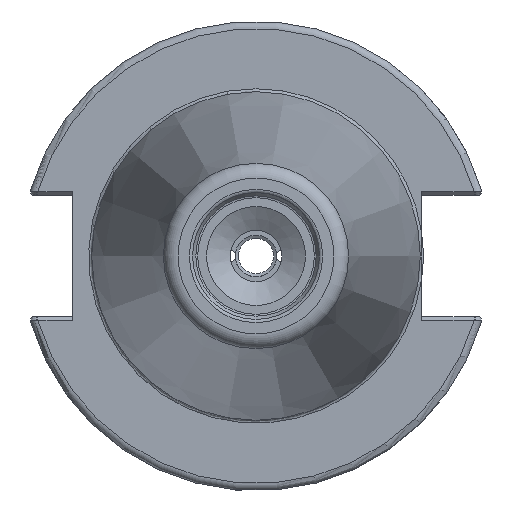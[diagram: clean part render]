
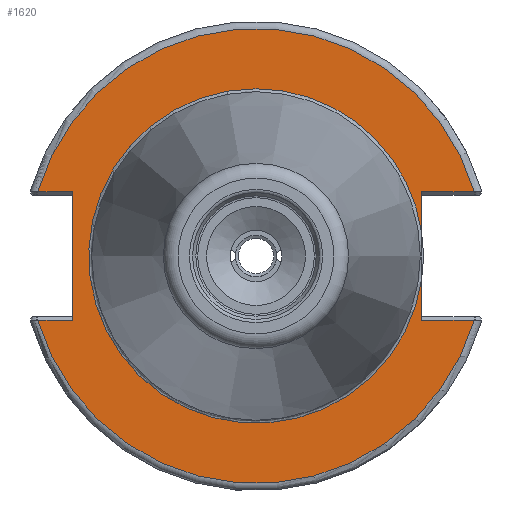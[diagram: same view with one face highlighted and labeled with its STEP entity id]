
A CAD part, left-side view. The second image highlights one B-rep face of the part: STEP entity #1620.
In plain terms, the highlighted planar face has unit normal (-1, 0, 0).
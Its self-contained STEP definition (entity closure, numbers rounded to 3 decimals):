
#74=PLANE('',#1762);
#127=LINE('',#2462,#237);
#134=LINE('',#2584,#244);
#135=LINE('',#2588,#245);
#136=LINE('',#2590,#246);
#137=LINE('',#2592,#247);
#138=LINE('',#2596,#248);
#139=LINE('',#2598,#249);
#237=VECTOR('',#2002,10.);
#244=VECTOR('',#2013,10.);
#245=VECTOR('',#2016,10.);
#246=VECTOR('',#2017,10.);
#247=VECTOR('',#2018,10.);
#248=VECTOR('',#2021,10.);
#249=VECTOR('',#2022,10.);
#363=FACE_OUTER_BOUND('',#462,.T.);
#462=EDGE_LOOP('',(#1213,#1214,#1215,#1216,#1217,#1218,#1219,#1220,#1221,
#1222,#1223));
#572=CIRCLE('',#1763,30.775);
#573=CIRCLE('',#1764,30.775);
#574=CIRCLE('',#1765,22.625);
#575=CIRCLE('',#1766,22.625);
#710=VERTEX_POINT('',#2459);
#711=VERTEX_POINT('',#2461);
#719=VERTEX_POINT('',#2583);
#720=VERTEX_POINT('',#2585);
#721=VERTEX_POINT('',#2587);
#722=VERTEX_POINT('',#2589);
#723=VERTEX_POINT('',#2591);
#724=VERTEX_POINT('',#2593);
#725=VERTEX_POINT('',#2595);
#726=VERTEX_POINT('',#2597);
#727=VERTEX_POINT('',#2599);
#890=EDGE_CURVE('',#710,#711,#127,.T.);
#902=EDGE_CURVE('',#719,#711,#134,.T.);
#903=EDGE_CURVE('',#720,#710,#572,.T.);
#904=EDGE_CURVE('',#721,#720,#135,.T.);
#905=EDGE_CURVE('',#721,#722,#136,.T.);
#906=EDGE_CURVE('',#723,#722,#137,.T.);
#907=EDGE_CURVE('',#724,#723,#573,.T.);
#908=EDGE_CURVE('',#725,#724,#138,.T.);
#909=EDGE_CURVE('',#725,#726,#139,.T.);
#910=EDGE_CURVE('',#726,#727,#574,.T.);
#911=EDGE_CURVE('',#727,#719,#575,.T.);
#1213=ORIENTED_EDGE('',*,*,#902,.T.);
#1214=ORIENTED_EDGE('',*,*,#890,.F.);
#1215=ORIENTED_EDGE('',*,*,#903,.F.);
#1216=ORIENTED_EDGE('',*,*,#904,.F.);
#1217=ORIENTED_EDGE('',*,*,#905,.T.);
#1218=ORIENTED_EDGE('',*,*,#906,.F.);
#1219=ORIENTED_EDGE('',*,*,#907,.F.);
#1220=ORIENTED_EDGE('',*,*,#908,.F.);
#1221=ORIENTED_EDGE('',*,*,#909,.T.);
#1222=ORIENTED_EDGE('',*,*,#910,.T.);
#1223=ORIENTED_EDGE('',*,*,#911,.T.);
#1620=ADVANCED_FACE('',(#363),#74,.T.);
#1762=AXIS2_PLACEMENT_3D('',#2582,#2011,#2012);
#1763=AXIS2_PLACEMENT_3D('',#2586,#2014,#2015);
#1764=AXIS2_PLACEMENT_3D('',#2594,#2019,#2020);
#1765=AXIS2_PLACEMENT_3D('',#2600,#2023,#2024);
#1766=AXIS2_PLACEMENT_3D('',#2601,#2025,#2026);
#2002=DIRECTION('',(0.,1.,0.));
#2011=DIRECTION('center_axis',(-1.,0.,0.));
#2012=DIRECTION('ref_axis',(0.,0.,1.));
#2013=DIRECTION('',(0.,0.,1.));
#2014=DIRECTION('center_axis',(1.,0.,0.));
#2015=DIRECTION('ref_axis',(0.,0.,-1.));
#2016=DIRECTION('',(0.,1.,0.));
#2017=DIRECTION('',(0.,0.,-1.));
#2018=DIRECTION('',(0.,-1.,0.));
#2019=DIRECTION('center_axis',(1.,0.,0.));
#2020=DIRECTION('ref_axis',(0.,0.,-1.));
#2021=DIRECTION('',(0.,-1.,0.));
#2022=DIRECTION('',(0.,0.,1.));
#2023=DIRECTION('center_axis',(1.,0.,0.));
#2024=DIRECTION('ref_axis',(0.,0.,-1.));
#2025=DIRECTION('center_axis',(1.,0.,0.));
#2026=DIRECTION('ref_axis',(0.,0.,-1.));
#2459=CARTESIAN_POINT('',(1.,-29.523,8.69));
#2461=CARTESIAN_POINT('',(1.,-22.41,8.69));
#2462=CARTESIAN_POINT('',(1.,4.182,8.69));
#2582=CARTESIAN_POINT('Origin',(1.,30.775,0.));
#2583=CARTESIAN_POINT('',(1.,-22.41,3.112));
#2584=CARTESIAN_POINT('',(1.,-22.41,-4.095));
#2585=CARTESIAN_POINT('',(1.,29.523,8.69));
#2586=CARTESIAN_POINT('Origin',(1.,0.,0.));
#2587=CARTESIAN_POINT('',(1.,24.8,8.69));
#2588=CARTESIAN_POINT('',(1.,38.399,8.69));
#2589=CARTESIAN_POINT('',(1.,24.8,-8.69));
#2590=CARTESIAN_POINT('',(1.,24.8,4.095));
#2591=CARTESIAN_POINT('',(1.,29.523,-8.69));
#2592=CARTESIAN_POINT('',(1.,27.788,-8.69));
#2593=CARTESIAN_POINT('',(1.,-29.523,-8.69));
#2594=CARTESIAN_POINT('Origin',(1.,0.,0.));
#2595=CARTESIAN_POINT('',(1.,-22.41,-8.69));
#2596=CARTESIAN_POINT('',(1.,-6.591,-8.69));
#2597=CARTESIAN_POINT('',(1.,-22.41,-3.112));
#2598=CARTESIAN_POINT('',(1.,-22.41,-4.095));
#2599=CARTESIAN_POINT('',(1.,0.,22.625));
#2600=CARTESIAN_POINT('Origin',(1.,0.,0.));
#2601=CARTESIAN_POINT('Origin',(1.,0.,0.));
